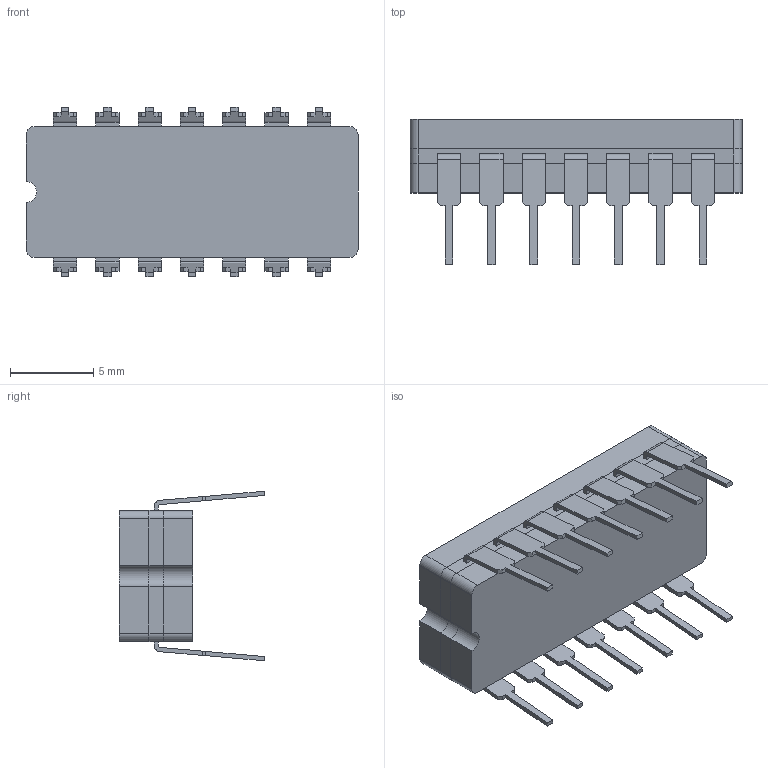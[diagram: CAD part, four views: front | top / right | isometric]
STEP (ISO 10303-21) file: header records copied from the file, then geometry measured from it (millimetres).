
FILE_DESCRIPTION((''),'2;1');
FILE_NAME('J14A_ASM','2012-02-28T',('CKXSSC'),(''),'PRO/ENGINEER BY PARAMETRIC TECHNOLOGY CORPORATION, 2011220','PRO/ENGINEER BY PARAMETRIC TECHNOLOGY CORPORATION, 2011220','');
FILE_SCHEMA(('AUTOMOTIVE_DESIGN_CC2 { 1 2 10303 214 -1 1 5 2 }'));
Length unit declared in the file: inch
Products named in the file (5): BASE_J14A; LID_J14A; GLASS_J14A; LEAD_J14A; J14A_ASM
Assembly tree (17 placements, depth 2):
  J14A_ASM
    BASE_J14A
    LID_J14A
    GLASS_J14A
    LEAD_J14A  x14
Bounding box: 19.94 x 8.72 x 10.18 mm (x, y, z)
Volume: 712.4 mm3; surface area: 1415.5 mm2
Topology: 17 solids, 17 shells, 260 faces, 678 edges, 452 vertices
Faces by surface type: plane 217, cylinder 43
Entity records: 2246 total; most frequent: DIRECTION 314, CARTESIAN_POINT 294, ORIENTED_EDGE 264, PRESENTATION_STYLE_ASSIGNMENT 136, STYLED_ITEM 136, CURVE_STYLE 132, EDGE_CURVE 132, AXIS2_PLACEMENT_3D 108
